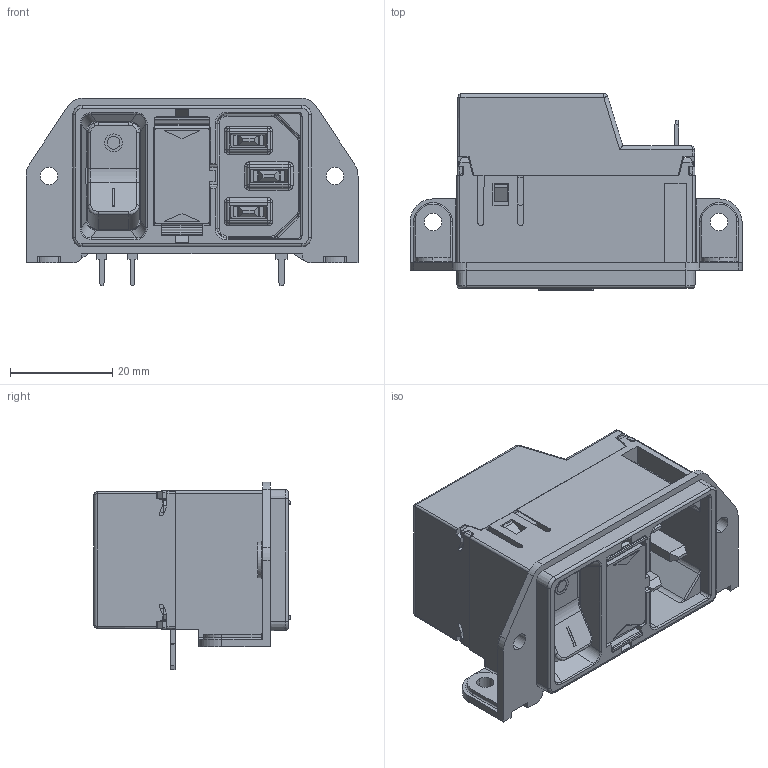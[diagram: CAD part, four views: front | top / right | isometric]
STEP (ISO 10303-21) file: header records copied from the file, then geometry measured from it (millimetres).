
FILE_DESCRIPTION(('FreeCAD Model'),'2;1');
FILE_NAME( '0100.2524.step', '2018-05-21T11:33:26',('kicad StepUp'),('ksu MCAD'), 'Open CASCADE STEP processor 6.8','FreeCAD','Unknown');
FILE_SCHEMA(('AUTOMOTIVE_DESIGN_CC2 { 1 2 10303 214 -1 1 5 4 }'));
Products named in the file (1): 0100.2524
Bounding box: 65 x 38.55 x 36.75 mm (x, y, z)
Volume: 21972.8 mm3; surface area: 27710.1 mm2
Topology: 1 solids, 1 shells, 1393 faces, 3893 edges, 2507 vertices
Faces by surface type: plane 939, cylinder 273, bspline 100, cone 35, torus 32, sphere 14
Entity records: 52428 total; most frequent: CARTESIAN_POINT 17238, ORIENTED_EDGE 7778, DIRECTION 6665, EDGE_CURVE 3889, LINE 3025, VECTOR 3025, VERTEX_POINT 2507, AXIS2_PLACEMENT_3D 1820
